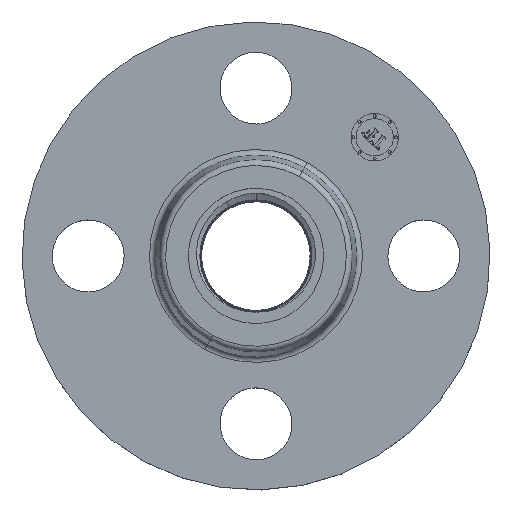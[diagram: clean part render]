
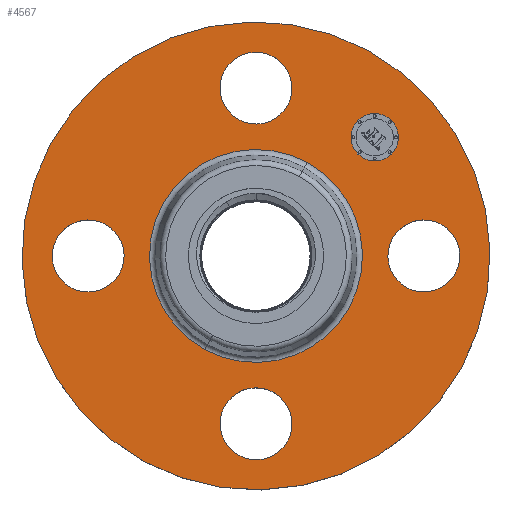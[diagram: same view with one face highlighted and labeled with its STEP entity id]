
A CAD part, top view. The second image highlights one B-rep face of the part: STEP entity #4567.
In plain terms, the highlighted planar face has unit normal (0, 0, 1).
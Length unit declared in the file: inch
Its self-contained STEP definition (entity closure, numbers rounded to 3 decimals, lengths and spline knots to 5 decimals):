
#434=AXIS2_PLACEMENT_3D('Circle Axis2P3D',#432,#433,$) ;
#446=AXIS2_PLACEMENT_3D('Circle Axis2P3D',#444,#445,$) ;
#470=AXIS2_PLACEMENT_3D('Circle Axis2P3D',#468,#469,$) ;
#489=AXIS2_PLACEMENT_3D('Circle Axis2P3D',#487,#488,$) ;
#506=AXIS2_PLACEMENT_3D('Circle Axis2P3D',#504,#505,$) ;
#541=AXIS2_PLACEMENT_3D('Circle Axis2P3D',#539,#540,$) ;
#663=AXIS2_PLACEMENT_3D('Circle Axis2P3D',#661,#662,$) ;
#675=AXIS2_PLACEMENT_3D('Circle Axis2P3D',#673,#674,$) ;
#706=AXIS2_PLACEMENT_3D('Circle Axis2P3D',#704,#705,$) ;
#718=AXIS2_PLACEMENT_3D('Circle Axis2P3D',#716,#717,$) ;
#749=AXIS2_PLACEMENT_3D('Circle Axis2P3D',#747,#748,$) ;
#761=AXIS2_PLACEMENT_3D('Circle Axis2P3D',#759,#760,$) ;
#4523=AXIS2_PLACEMENT_3D('Plane Axis2P3D',#4520,#4521,#4522) ;
#4551=AXIS2_PLACEMENT_3D('Circle Axis2P3D',#4549,#4550,$) ;
#4560=AXIS2_PLACEMENT_3D('Circle Axis2P3D',#4558,#4559,$) ;
#422=CARTESIAN_POINT('Vertex',(1.42091,0.17978,0.62)) ;
#429=CARTESIAN_POINT('Vertex',(2.07909,-0.17978,0.62)) ;
#432=CARTESIAN_POINT('Axis2P3D Location',(1.75,0.,0.62)) ;
#444=CARTESIAN_POINT('Axis2P3D Location',(1.75,0.,0.62)) ;
#465=CARTESIAN_POINT('Vertex',(1.1698,2.1413,0.62)) ;
#468=CARTESIAN_POINT('Axis2P3D Location',(0.,0.,0.62)) ;
#472=CARTESIAN_POINT('Vertex',(-1.1698,-2.1413,0.62)) ;
#487=CARTESIAN_POINT('Axis2P3D Location',(0.,0.,0.62)) ;
#504=CARTESIAN_POINT('Axis2P3D Location',(0.,0.,0.62)) ;
#508=CARTESIAN_POINT('Vertex',(0.53233,0.97442,0.62)) ;
#510=CARTESIAN_POINT('Vertex',(-0.53233,-0.97442,0.62)) ;
#539=CARTESIAN_POINT('Axis2P3D Location',(0.,0.,0.62)) ;
#651=CARTESIAN_POINT('Vertex',(-0.17978,1.42091,0.62)) ;
#658=CARTESIAN_POINT('Vertex',(0.17978,2.07909,0.62)) ;
#661=CARTESIAN_POINT('Axis2P3D Location',(0.,1.75,0.62)) ;
#673=CARTESIAN_POINT('Axis2P3D Location',(0.,1.75,0.62)) ;
#694=CARTESIAN_POINT('Vertex',(-1.42091,-0.17978,0.62)) ;
#701=CARTESIAN_POINT('Vertex',(-2.07909,0.17978,0.62)) ;
#704=CARTESIAN_POINT('Axis2P3D Location',(-1.75,0.,0.62)) ;
#716=CARTESIAN_POINT('Axis2P3D Location',(-1.75,0.,0.62)) ;
#737=CARTESIAN_POINT('Vertex',(0.17978,-1.42091,0.62)) ;
#744=CARTESIAN_POINT('Vertex',(-0.17978,-2.07909,0.62)) ;
#747=CARTESIAN_POINT('Axis2P3D Location',(0.,-1.75,0.62)) ;
#759=CARTESIAN_POINT('Axis2P3D Location',(0.,-1.75,0.62)) ;
#4520=CARTESIAN_POINT('Axis2P3D Location',(0.,2.44,0.62)) ;
#4549=CARTESIAN_POINT('Axis2P3D Location',(1.23744,1.23744,0.62)) ;
#4553=CARTESIAN_POINT('Vertex',(1.06243,1.41245,0.62)) ;
#4555=CARTESIAN_POINT('Vertex',(1.41245,1.06243,0.62)) ;
#4558=CARTESIAN_POINT('Axis2P3D Location',(1.23744,1.23744,0.62)) ;
#433=DIRECTION('Axis2P3D Direction',(0.,-0.,-0.039)) ;
#445=DIRECTION('Axis2P3D Direction',(0.,-0.,-0.039)) ;
#469=DIRECTION('Axis2P3D Direction',(0.,0.,-0.039)) ;
#488=DIRECTION('Axis2P3D Direction',(0.,0.,-0.039)) ;
#505=DIRECTION('Axis2P3D Direction',(0.,0.,-0.039)) ;
#540=DIRECTION('Axis2P3D Direction',(0.,0.,-0.039)) ;
#662=DIRECTION('Axis2P3D Direction',(0.,0.,-0.039)) ;
#674=DIRECTION('Axis2P3D Direction',(0.,0.,-0.039)) ;
#705=DIRECTION('Axis2P3D Direction',(-0.,0.,-0.039)) ;
#717=DIRECTION('Axis2P3D Direction',(-0.,0.,-0.039)) ;
#748=DIRECTION('Axis2P3D Direction',(0.,-0.,-0.039)) ;
#760=DIRECTION('Axis2P3D Direction',(0.,-0.,-0.039)) ;
#4521=DIRECTION('Axis2P3D Direction',(0.,0.,-0.039)) ;
#4522=DIRECTION('Axis2P3D XDirection',(0.039,0.,0.)) ;
#4550=DIRECTION('Axis2P3D Direction',(0.,0.,-0.039)) ;
#4559=DIRECTION('Axis2P3D Direction',(0.,0.,-0.039)) ;
#4526=ORIENTED_EDGE('',*,*,#474,.F.) ;
#4527=ORIENTED_EDGE('',*,*,#491,.F.) ;
#4530=ORIENTED_EDGE('',*,*,#436,.T.) ;
#4531=ORIENTED_EDGE('',*,*,#448,.T.) ;
#4534=ORIENTED_EDGE('',*,*,#543,.T.) ;
#4535=ORIENTED_EDGE('',*,*,#512,.T.) ;
#4538=ORIENTED_EDGE('',*,*,#763,.T.) ;
#4539=ORIENTED_EDGE('',*,*,#751,.T.) ;
#4542=ORIENTED_EDGE('',*,*,#720,.T.) ;
#4543=ORIENTED_EDGE('',*,*,#708,.T.) ;
#4546=ORIENTED_EDGE('',*,*,#677,.T.) ;
#4547=ORIENTED_EDGE('',*,*,#665,.T.) ;
#4564=ORIENTED_EDGE('',*,*,#4557,.T.) ;
#4565=ORIENTED_EDGE('',*,*,#4562,.T.) ;
#4532=FACE_BOUND('',#4529,.T.) ;
#4536=FACE_BOUND('',#4533,.T.) ;
#4540=FACE_BOUND('',#4537,.T.) ;
#4544=FACE_BOUND('',#4541,.T.) ;
#4548=FACE_BOUND('',#4545,.T.) ;
#4566=FACE_BOUND('',#4563,.T.) ;
#4567=ADVANCED_FACE('PartBody',(#4528,#4532,#4536,#4540,#4544,#4548,#4566),#4524,.F.) ;
#435=CIRCLE('generated circle',#434,0.375) ;
#447=CIRCLE('generated circle',#446,0.375) ;
#471=CIRCLE('generated circle',#470,2.44) ;
#490=CIRCLE('generated circle',#489,2.44) ;
#507=CIRCLE('generated circle',#506,1.11035) ;
#542=CIRCLE('generated circle',#541,1.11035) ;
#664=CIRCLE('generated circle',#663,0.375) ;
#676=CIRCLE('generated circle',#675,0.375) ;
#707=CIRCLE('generated circle',#706,0.375) ;
#719=CIRCLE('generated circle',#718,0.375) ;
#750=CIRCLE('generated circle',#749,0.375) ;
#762=CIRCLE('generated circle',#761,0.375) ;
#4552=CIRCLE('generated circle',#4551,0.2475) ;
#4561=CIRCLE('generated circle',#4560,0.2475) ;
#436=EDGE_CURVE('',#423,#430,#435,.T.) ;
#448=EDGE_CURVE('',#430,#423,#447,.T.) ;
#474=EDGE_CURVE('',#466,#473,#471,.T.) ;
#491=EDGE_CURVE('',#473,#466,#490,.T.) ;
#512=EDGE_CURVE('',#509,#511,#507,.T.) ;
#543=EDGE_CURVE('',#511,#509,#542,.T.) ;
#665=EDGE_CURVE('',#652,#659,#664,.T.) ;
#677=EDGE_CURVE('',#659,#652,#676,.T.) ;
#708=EDGE_CURVE('',#695,#702,#707,.T.) ;
#720=EDGE_CURVE('',#702,#695,#719,.T.) ;
#751=EDGE_CURVE('',#738,#745,#750,.T.) ;
#763=EDGE_CURVE('',#745,#738,#762,.T.) ;
#4557=EDGE_CURVE('',#4554,#4556,#4552,.T.) ;
#4562=EDGE_CURVE('',#4556,#4554,#4561,.T.) ;
#4525=EDGE_LOOP('',(#4526,#4527)) ;
#4529=EDGE_LOOP('',(#4530,#4531)) ;
#4533=EDGE_LOOP('',(#4534,#4535)) ;
#4537=EDGE_LOOP('',(#4538,#4539)) ;
#4541=EDGE_LOOP('',(#4542,#4543)) ;
#4545=EDGE_LOOP('',(#4546,#4547)) ;
#4563=EDGE_LOOP('',(#4564,#4565)) ;
#4528=FACE_OUTER_BOUND('',#4525,.T.) ;
#4524=PLANE('',#4523) ;
#423=VERTEX_POINT('',#422) ;
#430=VERTEX_POINT('',#429) ;
#466=VERTEX_POINT('',#465) ;
#473=VERTEX_POINT('',#472) ;
#509=VERTEX_POINT('',#508) ;
#511=VERTEX_POINT('',#510) ;
#652=VERTEX_POINT('',#651) ;
#659=VERTEX_POINT('',#658) ;
#695=VERTEX_POINT('',#694) ;
#702=VERTEX_POINT('',#701) ;
#738=VERTEX_POINT('',#737) ;
#745=VERTEX_POINT('',#744) ;
#4554=VERTEX_POINT('',#4553) ;
#4556=VERTEX_POINT('',#4555) ;
